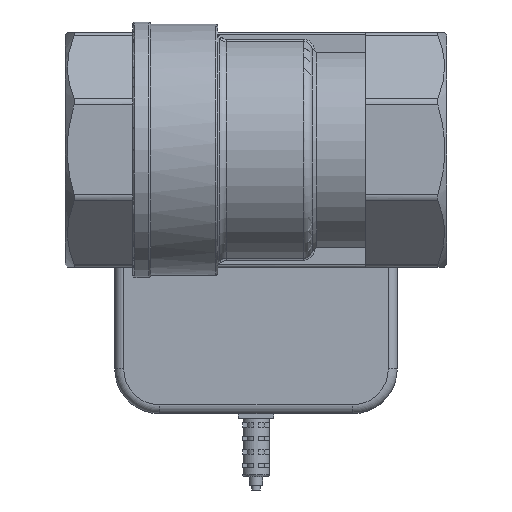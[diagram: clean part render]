
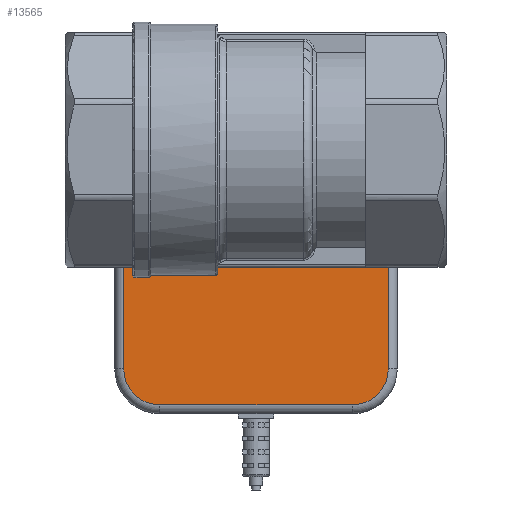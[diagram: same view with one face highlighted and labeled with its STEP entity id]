
A CAD part, front view. The second image highlights one B-rep face of the part: STEP entity #13565.
In plain terms, the highlighted planar face has unit normal (0, -1, 0).
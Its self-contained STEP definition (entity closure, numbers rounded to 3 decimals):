
#319=FACE_BOUND('',#3876,.T.);
#671=PLANE('',#14619);
#1451=LINE('',#21847,#2390);
#1452=LINE('',#21855,#2391);
#1453=LINE('',#21864,#2392);
#1455=LINE('',#21873,#2394);
#2390=VECTOR('',#17062,10.);
#2391=VECTOR('',#17073,10.);
#2392=VECTOR('',#17086,10.);
#2394=VECTOR('',#17098,10.);
#3146=FACE_OUTER_BOUND('',#3875,.T.);
#3875=EDGE_LOOP('',(#11160,#11161,#11162,#11163,#11164,#11165,#11166,#11167));
#3876=EDGE_LOOP('',(#11168));
#4760=CIRCLE('',#14391,10.);
#4858=CIRCLE('',#14597,8.);
#4862=CIRCLE('',#14603,8.);
#4866=CIRCLE('',#14609,8.);
#4870=CIRCLE('',#14615,8.);
#5771=VERTEX_POINT('',#21280);
#5952=VERTEX_POINT('',#21839);
#5953=VERTEX_POINT('',#21841);
#5954=VERTEX_POINT('',#21845);
#5955=VERTEX_POINT('',#21849);
#5956=VERTEX_POINT('',#21853);
#5957=VERTEX_POINT('',#21857);
#5958=VERTEX_POINT('',#21862);
#5959=VERTEX_POINT('',#21866);
#7461=EDGE_CURVE('',#5771,#5771,#4760,.T.);
#7731=EDGE_CURVE('',#5952,#5953,#4858,.T.);
#7734=EDGE_CURVE('',#5953,#5954,#1451,.T.);
#7736=EDGE_CURVE('',#5954,#5955,#4862,.T.);
#7738=EDGE_CURVE('',#5955,#5956,#1452,.T.);
#7741=EDGE_CURVE('',#5956,#5957,#4866,.T.);
#7743=EDGE_CURVE('',#5957,#5958,#1453,.T.);
#7746=EDGE_CURVE('',#5958,#5959,#4870,.T.);
#7748=EDGE_CURVE('',#5959,#5952,#1455,.T.);
#11160=ORIENTED_EDGE('',*,*,#7731,.F.);
#11161=ORIENTED_EDGE('',*,*,#7748,.F.);
#11162=ORIENTED_EDGE('',*,*,#7746,.F.);
#11163=ORIENTED_EDGE('',*,*,#7743,.F.);
#11164=ORIENTED_EDGE('',*,*,#7741,.F.);
#11165=ORIENTED_EDGE('',*,*,#7738,.F.);
#11166=ORIENTED_EDGE('',*,*,#7736,.F.);
#11167=ORIENTED_EDGE('',*,*,#7734,.F.);
#11168=ORIENTED_EDGE('',*,*,#7461,.T.);
#13565=ADVANCED_FACE('',(#3146,#319),#671,.F.);
#14391=AXIS2_PLACEMENT_3D('',#21282,#16470,#16471);
#14597=AXIS2_PLACEMENT_3D('',#21842,#17054,#17055);
#14603=AXIS2_PLACEMENT_3D('',#21851,#17067,#17068);
#14609=AXIS2_PLACEMENT_3D('',#21860,#17080,#17081);
#14615=AXIS2_PLACEMENT_3D('',#21870,#17093,#17094);
#14619=AXIS2_PLACEMENT_3D('',#21877,#17104,#17105);
#16470=DIRECTION('center_axis',(0.,1.,0.));
#16471=DIRECTION('ref_axis',(1.,0.,0.));
#17054=DIRECTION('center_axis',(0.,1.,0.));
#17055=DIRECTION('ref_axis',(0.707,0.,-0.707));
#17062=DIRECTION('',(-1.,0.,0.));
#17067=DIRECTION('center_axis',(0.,1.,0.));
#17068=DIRECTION('ref_axis',(-0.707,0.,-0.707));
#17073=DIRECTION('',(0.,0.,1.));
#17080=DIRECTION('center_axis',(0.,1.,0.));
#17081=DIRECTION('ref_axis',(-0.707,0.,0.707));
#17086=DIRECTION('',(1.,0.,0.));
#17093=DIRECTION('center_axis',(0.,1.,0.));
#17094=DIRECTION('ref_axis',(0.707,0.,0.707));
#17098=DIRECTION('',(0.,0.,-1.));
#17104=DIRECTION('center_axis',(0.,1.,0.));
#17105=DIRECTION('ref_axis',(0.,0.,1.));
#21280=CARTESIAN_POINT('',(-10.,0.,-18.883));
#21282=CARTESIAN_POINT('Origin',(0.,0.,-18.883));
#21839=CARTESIAN_POINT('',(29.5,0.,-30.));
#21841=CARTESIAN_POINT('',(21.5,0.,-38.));
#21842=CARTESIAN_POINT('Origin',(21.5,0.,-30.));
#21845=CARTESIAN_POINT('',(-21.5,0.,-38.));
#21847=CARTESIAN_POINT('',(10.75,0.,-38.));
#21849=CARTESIAN_POINT('',(-29.5,0.,-30.));
#21851=CARTESIAN_POINT('Origin',(-21.5,0.,-30.));
#21853=CARTESIAN_POINT('',(-29.5,0.,30.));
#21855=CARTESIAN_POINT('',(-29.5,0.,-15.));
#21857=CARTESIAN_POINT('',(-21.5,0.,38.));
#21860=CARTESIAN_POINT('Origin',(-21.5,0.,30.));
#21862=CARTESIAN_POINT('',(21.5,0.,38.));
#21864=CARTESIAN_POINT('',(-10.75,0.,38.));
#21866=CARTESIAN_POINT('',(29.5,0.,30.));
#21870=CARTESIAN_POINT('Origin',(21.5,0.,30.));
#21873=CARTESIAN_POINT('',(29.5,0.,15.));
#21877=CARTESIAN_POINT('Origin',(0.,0.,0.));
